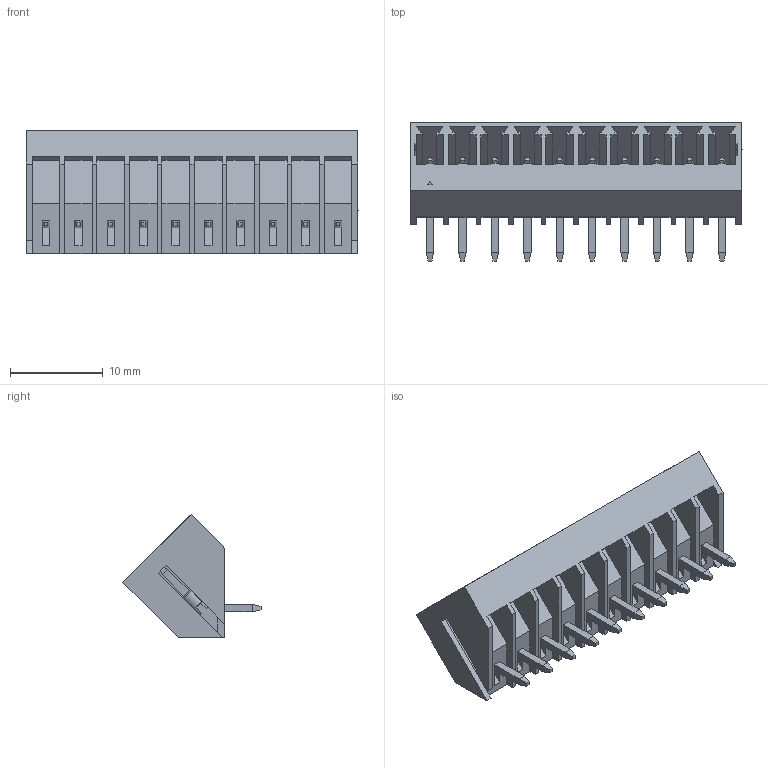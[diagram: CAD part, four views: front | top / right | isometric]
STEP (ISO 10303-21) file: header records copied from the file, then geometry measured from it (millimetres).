
FILE_DESCRIPTION (( 'STEP AP214' ), '1' );
FILE_NAME ('15EDGLC-3.5-10P-14-00AH.STEP', '2021-01-29T01:28:26', ( '' ), ( '' ), 'SwSTEP 2.0', 'SolidWorks 2020', '' );
FILE_SCHEMA (( 'AUTOMOTIVE_DESIGN' ));
Length unit declared in the file: millimetre
Products named in the file (1): 15EDGLC-3.5-10P-14-00AH
Bounding box: 35.8 x 14.9 x 13.33 mm (x, y, z)
Volume: 1337.1 mm3; surface area: 4577.7 mm2
Topology: 1 solids, 1 shells, 984 faces, 2684 edges, 1760 vertices
Faces by surface type: plane 765, bspline 159, cylinder 40, torus 20
Entity records: 43878 total; most frequent: CARTESIAN_POINT 14676, ORIENTED_EDGE 5368, DIRECTION 4158, EDGE_CURVE 2684, VECTOR 2226, LINE 2226, VERTEX_POINT 1760, EDGE_LOOP 1046
